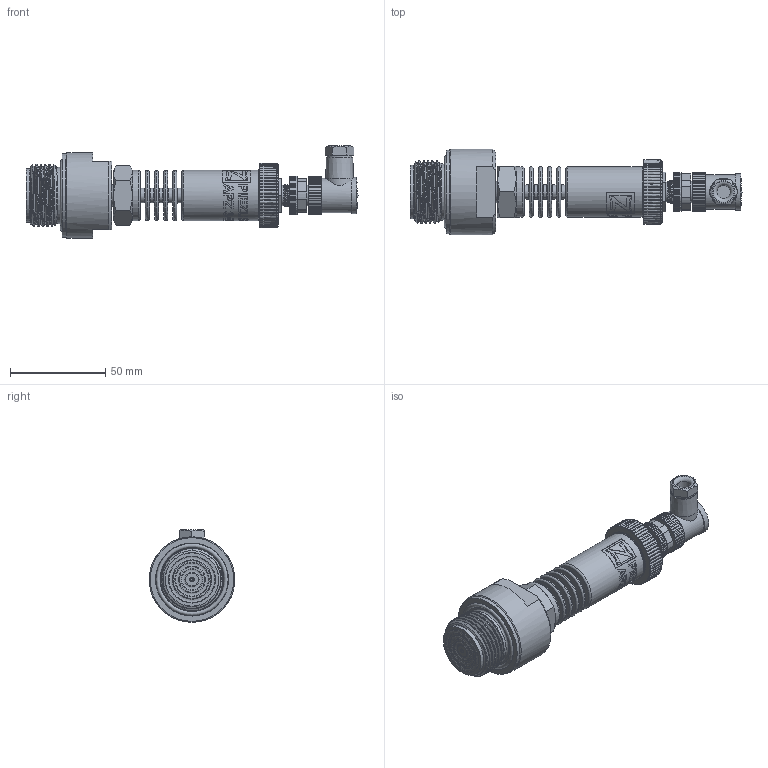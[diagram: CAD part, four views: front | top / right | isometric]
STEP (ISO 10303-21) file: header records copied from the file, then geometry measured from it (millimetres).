
FILE_DESCRIPTION(/* description */ (''),/* implementation_level */ '2;1');
FILE_NAME(/* name */ 'APZ3420m_G1DIN-flush_radiator_3.step',/* time_stamp */ '2021-07-06T15:33:14+03:00',/* author */ (''),/* organization */ (''),/* preprocessor_version */ 'ST-DEVELOPER v18.1',/* originating_system */ 'Autodesk Translation Framework v10.9.0.1377',/* authorisation */ '');
FILE_SCHEMA (('AUTOMOTIVE_DESIGN { 1 0 10303 214 3 1 1 }'));
Products named in the file (7): АПЗ 3420м заполненная; G 1/4 EN Radiator; OMAL nut M27x1.5; Ш100.000.002; M12x1 male; M12x1 female angular; G1DIN diaphragm 28 v7 (1)
Assembly tree (6 placements, depth 2):
  АПЗ 3420м заполненная
    G 1/4 EN Radiator
    OMAL nut M27x1.5
    Ш100.000.002
    M12x1 male
    M12x1 female angular
    G1DIN diaphragm 28 v7 (1)
Bounding box: 174.57 x 45 x 48.7 mm (x, y, z)
Volume: 111275 mm3; surface area: 38277.8 mm2
Topology: 19 solids, 19 shells, 1131 faces, 3135 edges, 2100 vertices
Faces by surface type: bspline 492, cylinder 364, plane 195, torus 43, cone 36, sphere 1
Full cylindrical faces by diameter (mm): 1 x12, 1.5 x4, 2 x1, 3.3 x1, 4 x1, 5 x2, 5.1 x1, 7 x1, 7.5 x5, 8 x1, 8.2 x1, 9.471 x2, 9.5 x2, 10.6 x2, 10.741 x6, 11 x1, 11.035 x4, 11.156 x1, 11.445 x5, 11.884 x5, 12.152 x4, 13 x1, 13.157 x9, 14 x1, 14.137 x4, 14.526 x3, 15.85 x3, 16.203 x3, 18 x1, 19 x1
Entity records: 70978 total; most frequent: CARTESIAN_POINT 45439, ORIENTED_EDGE 6268, DIRECTION 3719, EDGE_CURVE 3134, VERTEX_POINT 2100, AXIS2_PLACEMENT_3D 1371, B_SPLINE_CURVE_WITH_KNOTS 1354, EDGE_LOOP 1210
